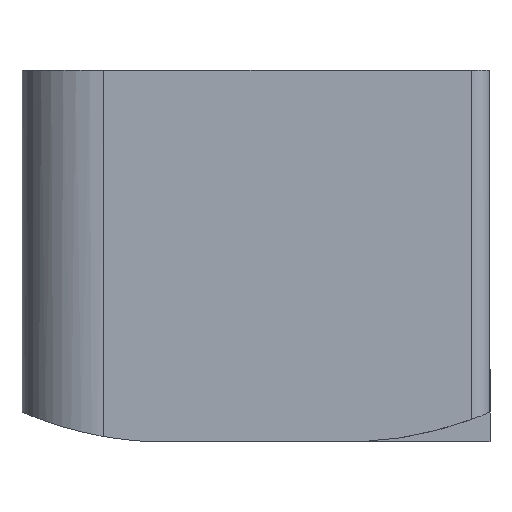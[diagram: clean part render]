
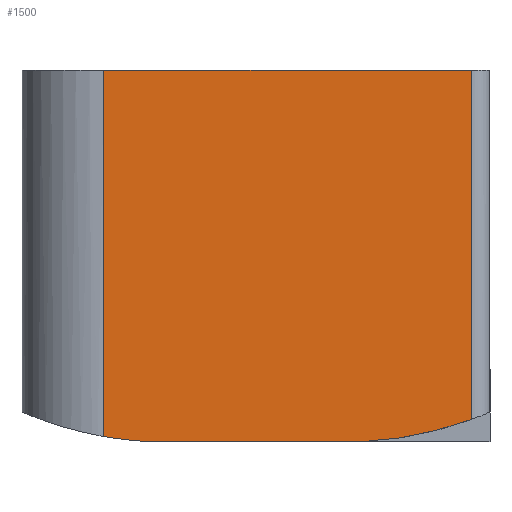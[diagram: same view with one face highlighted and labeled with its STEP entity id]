
A CAD part, left-side view. The second image highlights one B-rep face of the part: STEP entity #1500.
In plain terms, the highlighted planar face has unit normal (-1, 0, 0).
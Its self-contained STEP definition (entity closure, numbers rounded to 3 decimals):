
#73=CARTESIAN_POINT('',(-166.0,-58.,6.009));
#74=VERTEX_POINT('',#73);
#90=CARTESIAN_POINT('',(-166.0,-28.5,0.0));
#91=VERTEX_POINT('',#90);
#92=CARTESIAN_POINT('',(-166.0,-23.518,99.876));
#93=DIRECTION('',(-1.0,0.,0.));
#94=DIRECTION('',(0.,0.05,0.999));
#95=AXIS2_PLACEMENT_3D('',#92,#93,#94);
#96=CIRCLE('',#95,100.0);
#97=EDGE_CURVE('',#91,#74,#96,.T.);
#155=CARTESIAN_POINT('',(-166.0,28.5,0.0));
#156=VERTEX_POINT('',#155);
#157=CARTESIAN_POINT('',(-166.0,-28.5,0.0));
#158=DIRECTION('',(0.0,1.0,0.0));
#159=VECTOR('',#158,57.);
#160=LINE('',#157,#159);
#161=EDGE_CURVE('',#91,#156,#160,.T.);
#273=CARTESIAN_POINT('',(-166.,41.,1.416));
#274=VERTEX_POINT('',#273);
#304=CARTESIAN_POINT('',(-166.0,23.518,99.876));
#305=DIRECTION('',(-1.0,0.,0.));
#306=DIRECTION('',(0.,-0.395,0.919));
#307=AXIS2_PLACEMENT_3D('',#304,#305,#306);
#308=CIRCLE('',#307,100.);
#309=EDGE_CURVE('',#274,#156,#308,.T.);
#1456=CARTESIAN_POINT('',(-166.0,41.,100.0));
#1457=VERTEX_POINT('',#1456);
#1458=CARTESIAN_POINT('',(-166.0,41.,1.416));
#1459=DIRECTION('',(0.0,0.0,1.0));
#1460=VECTOR('',#1459,98.584);
#1461=LINE('',#1458,#1460);
#1462=EDGE_CURVE('',#274,#1457,#1461,.T.);
#1475=CARTESIAN_POINT('',(-166.0,-63.,0.0));
#1476=DIRECTION('',(-1.0,0.0,0.0));
#1477=DIRECTION('',(0.0,0.0,1.0));
#1478=AXIS2_PLACEMENT_3D('',#1475,#1476,#1477);
#1479=PLANE('',#1478);
#1480=ORIENTED_EDGE('',*,*,#97,.T.);
#1481=CARTESIAN_POINT('',(-166.0,-58.,100.0));
#1482=VERTEX_POINT('',#1481);
#1483=CARTESIAN_POINT('',(-166.0,-58.,100.0));
#1484=DIRECTION('',(0.0,0.0,-1.0));
#1485=VECTOR('',#1484,93.991);
#1486=LINE('',#1483,#1485);
#1487=EDGE_CURVE('',#1482,#74,#1486,.T.);
#1488=ORIENTED_EDGE('',*,*,#1487,.F.);
#1489=CARTESIAN_POINT('',(-166.0,-58.,100.0));
#1490=DIRECTION('',(0.0,1.0,0.0));
#1491=VECTOR('',#1490,99.);
#1492=LINE('',#1489,#1491);
#1493=EDGE_CURVE('',#1482,#1457,#1492,.T.);
#1494=ORIENTED_EDGE('',*,*,#1493,.T.);
#1495=ORIENTED_EDGE('',*,*,#1462,.F.);
#1496=ORIENTED_EDGE('',*,*,#309,.T.);
#1497=ORIENTED_EDGE('',*,*,#161,.F.);
#1498=EDGE_LOOP('',(#1480,#1488,#1494,#1495,#1496,#1497));
#1499=FACE_OUTER_BOUND('',#1498,.T.);
#1500=ADVANCED_FACE('',(#1499),#1479,.T.);
